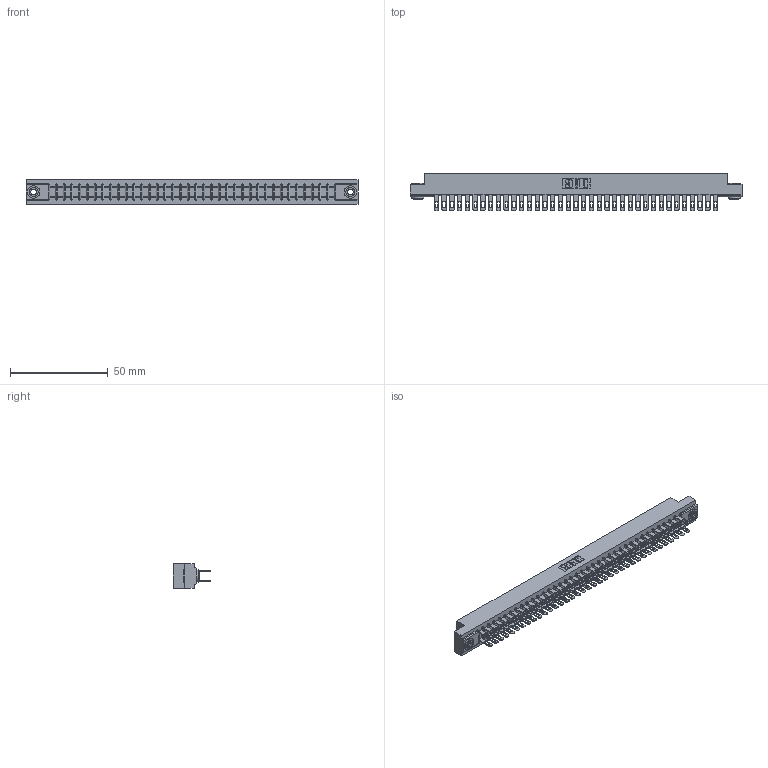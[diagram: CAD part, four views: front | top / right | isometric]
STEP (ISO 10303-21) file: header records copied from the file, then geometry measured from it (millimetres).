
FILE_DESCRIPTION (( 'STEP AP203' ), '1' );
FILE_NAME ('357-074-400-203.STEP', '2020-10-04T18:31:51', ( '' ), ( '' ), 'SwSTEP 2.0', 'SolidWorks 2020', '' );
FILE_SCHEMA (( 'CONFIG_CONTROL_DESIGN' ));
Length unit declared in the file: inch
Products named in the file (4): 357-074-400-203; 307-290-001_500; 345-250-002_345-250-002-102; 307 Part_.156 Dia Mounting Holes
Assembly tree (77 placements, depth 2):
  357-074-400-203
    307 Part_.156 Dia Mounting Holes
    307-290-001_500  x74
    345-250-002_345-250-002-102  x2
Bounding box: 169.62 x 19.18 x 12.7 mm (x, y, z)
Volume: 18215.1 mm3; surface area: 23614.5 mm2
Topology: 77 solids, 77 shells, 3612 faces, 10055 edges, 6498 vertices
Faces by surface type: plane 2314, cylinder 1214, sphere 76, cone 8
Entity records: 34559 total; most frequent: CARTESIAN_POINT 5634, ORIENTED_EDGE 5574, DIRECTION 5537, EDGE_CURVE 2787, LINE 2127, VECTOR 2127, VERTEX_POINT 1802, AXIS2_PLACEMENT_3D 1705
